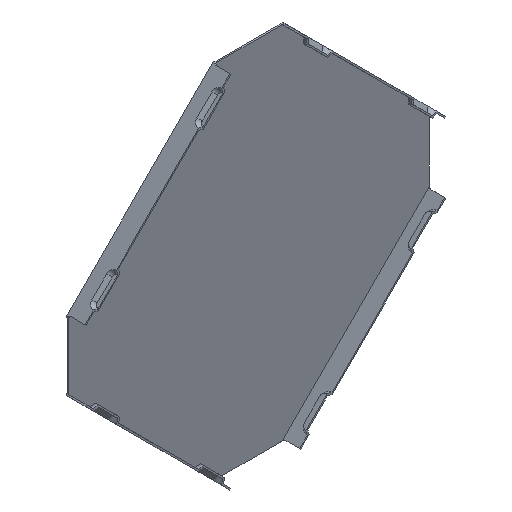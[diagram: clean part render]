
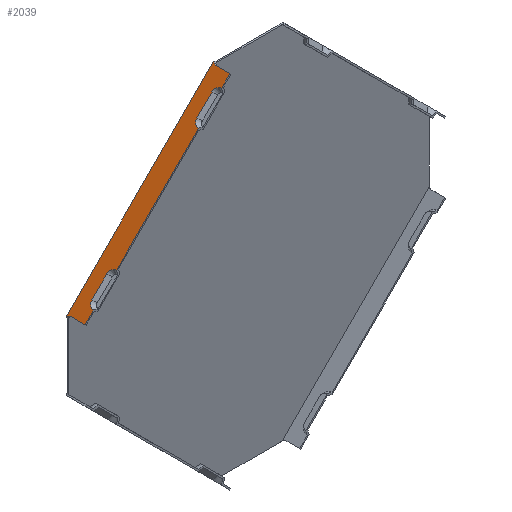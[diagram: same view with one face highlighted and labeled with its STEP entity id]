
A CAD part, isometric view. The second image highlights one B-rep face of the part: STEP entity #2039.
In plain terms, the highlighted planar face has unit normal (-0.707, 0, 0.707).
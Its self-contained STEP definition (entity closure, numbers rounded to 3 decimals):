
#95=CIRCLE('',#2208,4.);
#97=CIRCLE('',#2211,4.);
#98=CIRCLE('',#2212,4.);
#99=CIRCLE('',#2213,4.);
#166=FACE_OUTER_BOUND('',#264,.T.);
#264=EDGE_LOOP('',(#1573,#1574,#1575,#1576,#1577,#1578,#1579,#1580,#1581,
#1582,#1583,#1584,#1585,#1586));
#385=LINE('',#3142,#585);
#390=LINE('',#3149,#590);
#394=LINE('',#3157,#594);
#448=LINE('',#3313,#648);
#473=LINE('',#3428,#673);
#474=LINE('',#3431,#674);
#475=LINE('',#3442,#675);
#476=LINE('',#3454,#676);
#585=VECTOR('',#2415,10.);
#590=VECTOR('',#2420,10.);
#594=VECTOR('',#2424,10.);
#648=VECTOR('',#2542,10.);
#673=VECTOR('',#2627,10.);
#674=VECTOR('',#2630,10.);
#675=VECTOR('',#2631,10.);
#676=VECTOR('',#2632,10.);
#736=B_SPLINE_CURVE_WITH_KNOTS('',3,(#3433,#3434,#3435,#3436,#3437,#3438,
#3439,#3440),.UNSPECIFIED.,.F.,.F.,(4,2,2,4),(-1.332,-1.235,
-1.097,-0.983),.UNSPECIFIED.);
#737=B_SPLINE_CURVE_WITH_KNOTS('',3,(#3444,#3445,#3446,#3447,#3448,#3449,
#3450,#3451,#3452,#3453),.UNSPECIFIED.,.F.,.F.,(4,2,2,2,4),(-1.692,
-1.675,-1.521,-1.377,-1.332),
 .UNSPECIFIED.);
#840=VERTEX_POINT('',#3139);
#841=VERTEX_POINT('',#3141);
#842=VERTEX_POINT('',#3146);
#843=VERTEX_POINT('',#3148);
#846=VERTEX_POINT('',#3154);
#847=VERTEX_POINT('',#3156);
#896=VERTEX_POINT('',#3306);
#899=VERTEX_POINT('',#3311);
#922=VERTEX_POINT('',#3425);
#923=VERTEX_POINT('',#3427);
#924=VERTEX_POINT('',#3430);
#925=VERTEX_POINT('',#3432);
#926=VERTEX_POINT('',#3441);
#927=VERTEX_POINT('',#3443);
#1055=EDGE_CURVE('',#840,#841,#385,.T.);
#1060=EDGE_CURVE('',#843,#842,#390,.T.);
#1064=EDGE_CURVE('',#847,#846,#394,.T.);
#1134=EDGE_CURVE('',#896,#899,#448,.T.);
#1176=EDGE_CURVE('',#899,#847,#95,.T.);
#1178=EDGE_CURVE('',#846,#922,#97,.T.);
#1179=EDGE_CURVE('',#922,#923,#473,.T.);
#1180=EDGE_CURVE('',#923,#843,#98,.T.);
#1181=EDGE_CURVE('',#924,#842,#474,.T.);
#1182=EDGE_CURVE('',#924,#925,#736,.T.);
#1183=EDGE_CURVE('',#925,#926,#475,.T.);
#1184=EDGE_CURVE('',#926,#927,#737,.T.);
#1185=EDGE_CURVE('',#841,#927,#476,.T.);
#1186=EDGE_CURVE('',#840,#896,#99,.T.);
#1573=ORIENTED_EDGE('',*,*,#1064,.T.);
#1574=ORIENTED_EDGE('',*,*,#1178,.T.);
#1575=ORIENTED_EDGE('',*,*,#1179,.T.);
#1576=ORIENTED_EDGE('',*,*,#1180,.T.);
#1577=ORIENTED_EDGE('',*,*,#1060,.T.);
#1578=ORIENTED_EDGE('',*,*,#1181,.F.);
#1579=ORIENTED_EDGE('',*,*,#1182,.T.);
#1580=ORIENTED_EDGE('',*,*,#1183,.T.);
#1581=ORIENTED_EDGE('',*,*,#1184,.T.);
#1582=ORIENTED_EDGE('',*,*,#1185,.F.);
#1583=ORIENTED_EDGE('',*,*,#1055,.F.);
#1584=ORIENTED_EDGE('',*,*,#1186,.T.);
#1585=ORIENTED_EDGE('',*,*,#1134,.T.);
#1586=ORIENTED_EDGE('',*,*,#1176,.T.);
#1857=PLANE('',#2210);
#2039=ADVANCED_FACE('',(#166),#1857,.T.);
#2208=AXIS2_PLACEMENT_3D('',#3422,#2619,#2620);
#2210=AXIS2_PLACEMENT_3D('',#3424,#2623,#2624);
#2211=AXIS2_PLACEMENT_3D('',#3426,#2625,#2626);
#2212=AXIS2_PLACEMENT_3D('',#3429,#2628,#2629);
#2213=AXIS2_PLACEMENT_3D('',#3455,#2633,#2634);
#2415=DIRECTION('',(-0.707,0.,-0.707));
#2420=DIRECTION('',(0.707,0.,0.707));
#2424=DIRECTION('',(0.707,0.,0.707));
#2542=DIRECTION('',(0.707,0.,0.707));
#2619=DIRECTION('center_axis',(0.707,0.,-0.707));
#2620=DIRECTION('ref_axis',(0.,1.,0.));
#2623=DIRECTION('center_axis',(-0.707,0.,
0.707));
#2624=DIRECTION('ref_axis',(0.5,-0.707,0.5));
#2625=DIRECTION('center_axis',(0.707,0.,-0.707));
#2626=DIRECTION('ref_axis',(0.,-1.,0.));
#2627=DIRECTION('',(0.707,0.,0.707));
#2628=DIRECTION('center_axis',(0.707,0.,-0.707));
#2629=DIRECTION('ref_axis',(0.,1.,0.));
#2630=DIRECTION('',(0.,-1.,0.));
#2631=DIRECTION('',(-0.707,0.,-0.707));
#2632=DIRECTION('',(0.,1.,0.));
#2633=DIRECTION('center_axis',(0.707,0.,-0.707));
#2634=DIRECTION('ref_axis',(0.,-1.,0.));
#3139=CARTESIAN_POINT('',(-249.051,-12.5,31.01));
#3141=CARTESIAN_POINT('',(-255.061,-12.5,25.));
#3142=CARTESIAN_POINT('',(-152.53,-12.5,127.53));
#3146=CARTESIAN_POINT('',(-152.53,-12.5,127.53));
#3148=CARTESIAN_POINT('',(-158.541,-12.5,121.52));
#3149=CARTESIAN_POINT('',(-226.777,-12.5,53.284));
#3154=CARTESIAN_POINT('',(-174.804,-12.5,105.257));
#3156=CARTESIAN_POINT('',(-232.787,-12.5,47.274));
#3157=CARTESIAN_POINT('',(-226.777,-12.5,53.284));
#3306=CARTESIAN_POINT('',(-246.222,-8.5,33.839));
#3311=CARTESIAN_POINT('',(-235.616,-8.5,44.445));
#3313=CARTESIAN_POINT('',(-219.706,-8.5,60.355));
#3422=CARTESIAN_POINT('Origin',(-235.616,-12.5,44.445));
#3424=CARTESIAN_POINT('Origin',(-203.796,-6.015,76.265));
#3425=CARTESIAN_POINT('',(-171.976,-8.5,108.085));
#3426=CARTESIAN_POINT('Origin',(-171.976,-12.5,108.085));
#3427=CARTESIAN_POINT('',(-161.369,-8.5,118.692));
#3428=CARTESIAN_POINT('',(-182.583,-8.5,97.478));
#3429=CARTESIAN_POINT('Origin',(-161.369,-12.5,118.692));
#3430=CARTESIAN_POINT('',(-152.53,-2.,127.53));
#3431=CARTESIAN_POINT('',(-152.53,-2.,127.53));
#3432=CARTESIAN_POINT('',(-151.823,0.,128.238));
#3433=CARTESIAN_POINT('Ctrl Pts',(-152.53,-2.,127.53));
#3434=CARTESIAN_POINT('Ctrl Pts',(-152.451,-1.823,127.61));
#3435=CARTESIAN_POINT('Ctrl Pts',(-152.371,-1.646,127.69));
#3436=CARTESIAN_POINT('Ctrl Pts',(-152.186,-1.204,127.875));
#3437=CARTESIAN_POINT('Ctrl Pts',(-152.092,-0.955,127.969));
#3438=CARTESIAN_POINT('Ctrl Pts',(-151.935,-0.458,128.126));
#3439=CARTESIAN_POINT('Ctrl Pts',(-151.875,-0.231,
128.186));
#3440=CARTESIAN_POINT('Ctrl Pts',(-151.823,0.,
128.238));
#3441=CARTESIAN_POINT('',(-255.768,0.,24.293));
#3442=CARTESIAN_POINT('',(-203.796,0.,76.265));
#3443=CARTESIAN_POINT('',(-255.061,-2.,25.));
#3444=CARTESIAN_POINT('Ctrl Pts',(-255.768,0.,
24.293));
#3445=CARTESIAN_POINT('Ctrl Pts',(-255.76,-0.035,
24.301));
#3446=CARTESIAN_POINT('Ctrl Pts',(-255.752,-0.07,
24.309));
#3447=CARTESIAN_POINT('Ctrl Pts',(-255.672,-0.409,
24.389));
#3448=CARTESIAN_POINT('Ctrl Pts',(-255.587,-0.696,
24.474));
#3449=CARTESIAN_POINT('Ctrl Pts',(-255.388,-1.253,24.673));
#3450=CARTESIAN_POINT('Ctrl Pts',(-255.287,-1.494,24.774));
#3451=CARTESIAN_POINT('Ctrl Pts',(-255.134,-1.837,24.927));
#3452=CARTESIAN_POINT('Ctrl Pts',(-255.098,-1.918,24.963));
#3453=CARTESIAN_POINT('Ctrl Pts',(-255.061,-2.,25.));
#3454=CARTESIAN_POINT('',(-255.061,-2.,25.));
#3455=CARTESIAN_POINT('Origin',(-246.222,-12.5,33.839));
